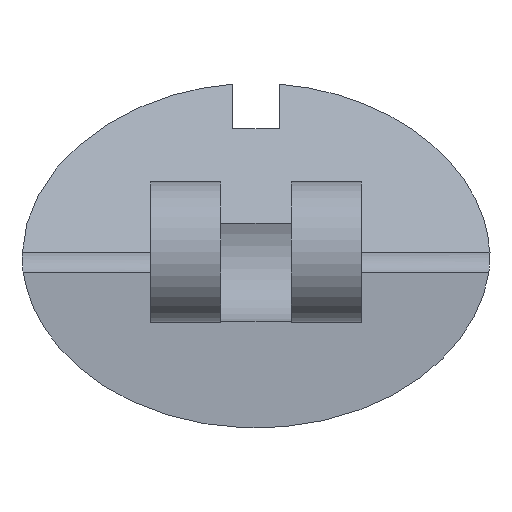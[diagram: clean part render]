
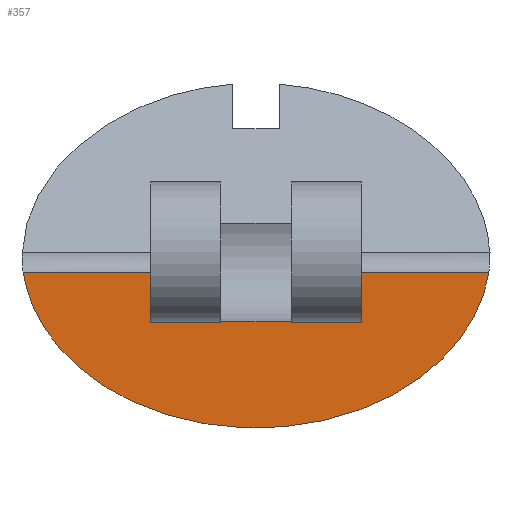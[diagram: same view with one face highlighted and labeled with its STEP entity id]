
A CAD part, front view. The second image highlights one B-rep face of the part: STEP entity #357.
In plain terms, the highlighted planar face has unit normal (0, -1, 0).
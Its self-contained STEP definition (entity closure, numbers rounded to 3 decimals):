
#8 = CARTESIAN_POINT ( 'NONE',  ( 4.5, 0., -2.958 ) ) ;
#43 = VECTOR ( 'NONE', #2000, 1000. ) ;
#64 = ORIENTED_EDGE ( 'NONE', *, *, #551, .T. ) ;
#74 = EDGE_CURVE ( 'NONE', #1132, #935, #2225, .T. ) ;
#88 = CARTESIAN_POINT ( 'NONE',  ( -4.5, 0., -2.958 ) ) ;
#108 = ORIENTED_EDGE ( 'NONE', *, *, #1179, .T. ) ;
#114 = DIRECTION ( 'NONE',  ( 0., 0., 1. ) ) ;
#118 = CARTESIAN_POINT ( 'NONE',  ( 1.5, 0., -2.958 ) ) ;
#185 = DIRECTION ( 'NONE',  ( 1., 0., 0. ) ) ;
#246 = ORIENTED_EDGE ( 'NONE', *, *, #2186, .F. ) ;
#259 =( BOUNDED_CURVE ( )  B_SPLINE_CURVE ( 3, ( #1801, #745, #1978, #1791 ),
 .UNSPECIFIED., .F., .F. ) 
 B_SPLINE_CURVE_WITH_KNOTS ( ( 4, 4 ),
 ( 0.116, 3.026 ),
 .UNSPECIFIED. ) 
 CURVE ( )  GEOMETRIC_REPRESENTATION_ITEM ( )  RATIONAL_B_SPLINE_CURVE ( ( 1., 0.41, 0.41, 1. ) ) 
 REPRESENTATION_ITEM ( '' )  );
#315 = LINE ( 'NONE', #1609, #912 ) ;
#319 = CARTESIAN_POINT ( 'NONE',  ( -4.5, 0., 0. ) ) ;
#325 = ORIENTED_EDGE ( 'NONE', *, *, #1899, .F. ) ;
#339 = DIRECTION ( 'NONE',  ( -1., 0., 0. ) ) ;
#357 = ADVANCED_FACE ( 'NONE', ( #2172 ), #1277, .F. ) ;
#403 = DIRECTION ( 'NONE',  ( 0., 1., 0. ) ) ;
#408 = VERTEX_POINT ( 'NONE', #586 ) ;
#422 = VERTEX_POINT ( 'NONE', #438 ) ;
#431 = ORIENTED_EDGE ( 'NONE', *, *, #74, .T. ) ;
#438 = CARTESIAN_POINT ( 'NONE',  ( 1.5, 0., -2.958 ) ) ;
#484 = CARTESIAN_POINT ( 'NONE',  ( 4.5, 0., -2.958 ) ) ;
#551 = EDGE_CURVE ( 'NONE', #886, #872, #2280, .T. ) ;
#586 = CARTESIAN_POINT ( 'NONE',  ( -4.5, 0., -0.866 ) ) ;
#619 = VECTOR ( 'NONE', #2121, 1000. ) ;
#665 = LINE ( 'NONE', #1029, #1369 ) ;
#745 = CARTESIAN_POINT ( 'NONE',  ( 8.07, 0., -12.889 ) ) ;
#872 = VERTEX_POINT ( 'NONE', #1858 ) ;
#886 = VERTEX_POINT ( 'NONE', #2205 ) ;
#912 = VECTOR ( 'NONE', #339, 1000. ) ;
#935 = VERTEX_POINT ( 'NONE', #1822 ) ;
#1015 = VECTOR ( 'NONE', #1461, 1000. ) ;
#1029 = CARTESIAN_POINT ( 'NONE',  ( 4.5, 0., 0. ) ) ;
#1098 = ORIENTED_EDGE ( 'NONE', *, *, #2112, .F. ) ;
#1132 = VERTEX_POINT ( 'NONE', #2316 ) ;
#1179 = EDGE_CURVE ( 'NONE', #408, #2201, #315, .T. ) ;
#1189 = EDGE_CURVE ( 'NONE', #422, #2086, #1621, .T. ) ;
#1277 = PLANE ( 'NONE',  #1355 ) ;
#1355 = AXIS2_PLACEMENT_3D ( 'NONE', #1988, #403, #1688 ) ;
#1369 = VECTOR ( 'NONE', #114, 1000. ) ;
#1377 = ORIENTED_EDGE ( 'NONE', *, *, #1189, .F. ) ;
#1392 = LINE ( 'NONE', #319, #619 ) ;
#1461 = DIRECTION ( 'NONE',  ( -1., 0., 0. ) ) ;
#1609 = CARTESIAN_POINT ( 'NONE',  ( -10.634, 0., -0.866 ) ) ;
#1621 = LINE ( 'NONE', #8, #1664 ) ;
#1664 = VECTOR ( 'NONE', #185, 1000. ) ;
#1675 = ORIENTED_EDGE ( 'NONE', *, *, #2269, .F. ) ;
#1688 = DIRECTION ( 'NONE',  ( 0., 0., 1. ) ) ;
#1759 = DIRECTION ( 'NONE',  ( 1., 0., 0. ) ) ;
#1763 = EDGE_LOOP ( 'NONE', ( #1675, #64, #246, #1377, #325, #431, #1098, #108 ) ) ;
#1791 = CARTESIAN_POINT ( 'NONE',  ( -9.933, 0., -0.866 ) ) ;
#1801 = CARTESIAN_POINT ( 'NONE',  ( 9.933, 0., -0.866 ) ) ;
#1822 = CARTESIAN_POINT ( 'NONE',  ( -4.5, 0., -2.958 ) ) ;
#1858 = CARTESIAN_POINT ( 'NONE',  ( 4.5, 0., -0.866 ) ) ;
#1899 = EDGE_CURVE ( 'NONE', #1132, #422, #1904, .T. ) ;
#1904 = LINE ( 'NONE', #118, #2226 ) ;
#1952 = CARTESIAN_POINT ( 'NONE',  ( -10.634, 0., -0.866 ) ) ;
#1978 = CARTESIAN_POINT ( 'NONE',  ( -8.07, 0., -12.889 ) ) ;
#1988 = CARTESIAN_POINT ( 'NONE',  ( 0., 0., 0. ) ) ;
#2000 = DIRECTION ( 'NONE',  ( -1., 0., 0. ) ) ;
#2086 = VERTEX_POINT ( 'NONE', #484 ) ;
#2112 = EDGE_CURVE ( 'NONE', #408, #935, #1392, .T. ) ;
#2121 = DIRECTION ( 'NONE',  ( 0., 0., -1. ) ) ;
#2172 = FACE_OUTER_BOUND ( 'NONE', #1763, .T. ) ;
#2186 = EDGE_CURVE ( 'NONE', #2086, #872, #665, .T. ) ;
#2192 = CARTESIAN_POINT ( 'NONE',  ( -9.933, 0., -0.866 ) ) ;
#2201 = VERTEX_POINT ( 'NONE', #2192 ) ;
#2205 = CARTESIAN_POINT ( 'NONE',  ( 9.933, 0., -0.866 ) ) ;
#2225 = LINE ( 'NONE', #88, #43 ) ;
#2226 = VECTOR ( 'NONE', #1759, 1000. ) ;
#2269 = EDGE_CURVE ( 'NONE', #886, #2201, #259, .T. ) ;
#2280 = LINE ( 'NONE', #1952, #1015 ) ;
#2316 = CARTESIAN_POINT ( 'NONE',  ( -1.5, 0., -2.958 ) ) ;
